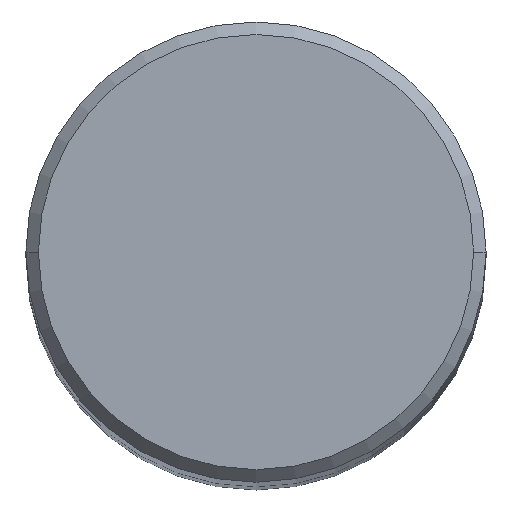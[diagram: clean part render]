
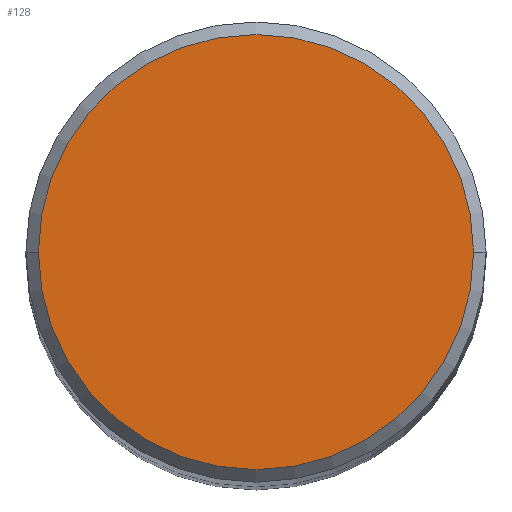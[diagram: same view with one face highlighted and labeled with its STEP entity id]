
A CAD part, top view. The second image highlights one B-rep face of the part: STEP entity #128.
In plain terms, the highlighted planar face has unit normal (0, 0, 1).
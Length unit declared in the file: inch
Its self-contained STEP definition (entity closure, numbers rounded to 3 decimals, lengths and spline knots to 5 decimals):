
#6 = CIRCLE ( 'NONE', #133, 0.26059 ) ;
#31 = PLANE ( 'NONE',  #200 ) ;
#51 = CARTESIAN_POINT ( 'NONE',  ( 0.26059, 0., 5.51181 ) ) ;
#91 = ORIENTED_EDGE ( 'NONE', *, *, #171, .T. ) ;
#127 = DIRECTION ( 'NONE',  ( 0., 0., 1. ) ) ;
#128 = ADVANCED_FACE ( 'NONE', ( #189 ), #31, .T. ) ;
#130 = DIRECTION ( 'NONE',  ( 1., 0., 0. ) ) ;
#132 = CARTESIAN_POINT ( 'NONE',  ( -0.26059, 0., 5.51181 ) ) ;
#133 = AXIS2_PLACEMENT_3D ( 'NONE', #167, #256, #239 ) ;
#155 = AXIS2_PLACEMENT_3D ( 'NONE', #245, #267, #130 ) ;
#167 = CARTESIAN_POINT ( 'NONE',  ( 0., 0., 5.51181 ) ) ;
#169 = VERTEX_POINT ( 'NONE', #51 ) ;
#171 = EDGE_CURVE ( 'NONE', #169, #274, #6, .T. ) ;
#186 = EDGE_LOOP ( 'NONE', ( #253, #91 ) ) ;
#189 = FACE_OUTER_BOUND ( 'NONE', #186, .T. ) ;
#200 = AXIS2_PLACEMENT_3D ( 'NONE', #218, #127, #236 ) ;
#217 = CIRCLE ( 'NONE', #155, 0.26059 ) ;
#218 = CARTESIAN_POINT ( 'NONE',  ( 0., 0., 5.51181 ) ) ;
#236 = DIRECTION ( 'NONE',  ( 1., 0., 0. ) ) ;
#239 = DIRECTION ( 'NONE',  ( 1., 0., 0. ) ) ;
#245 = CARTESIAN_POINT ( 'NONE',  ( 0., 0., 5.51181 ) ) ;
#253 = ORIENTED_EDGE ( 'NONE', *, *, #279, .T. ) ;
#256 = DIRECTION ( 'NONE',  ( 0., 0., 1. ) ) ;
#267 = DIRECTION ( 'NONE',  ( 0., 0., 1. ) ) ;
#274 = VERTEX_POINT ( 'NONE', #132 ) ;
#279 = EDGE_CURVE ( 'NONE', #274, #169, #217, .T. ) ;
